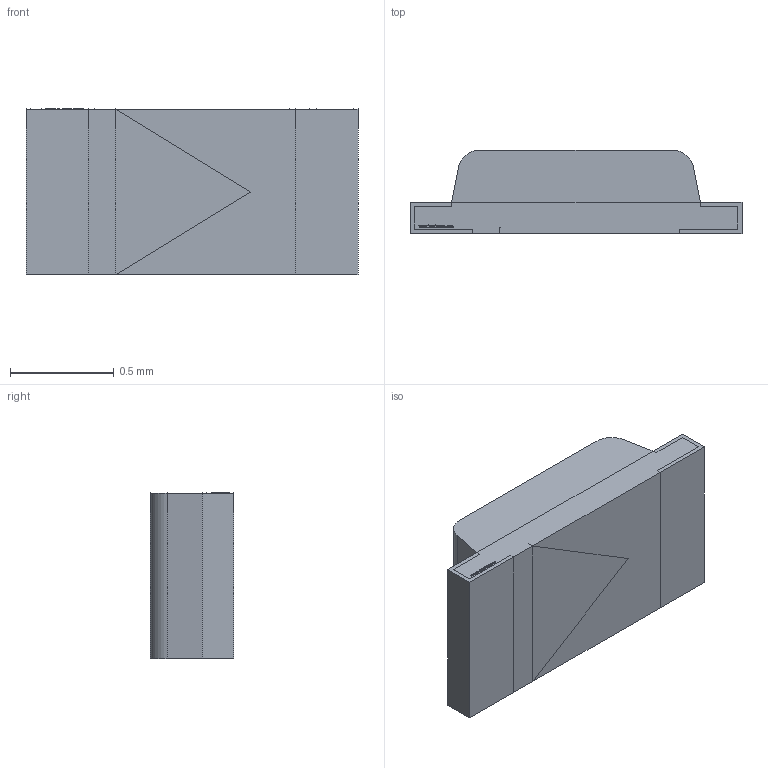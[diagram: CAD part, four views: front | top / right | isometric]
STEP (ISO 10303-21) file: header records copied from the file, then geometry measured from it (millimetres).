
FILE_DESCRIPTION (( 'STEP AP214' ), '1' );
FILE_NAME ('APHM1608.STEP', '2008-09-05T16:28:08', ( '' ), ( '' ), 'SwSTEP 2.0', 'SolidWorks 2008', '' );
FILE_SCHEMA (( 'AUTOMOTIVE_DESIGN' ));
Length unit declared in the file: millimetre
Products named in the file (1): APHM1608
Bounding box: 1.6 x 0.4 x 0.8 mm (x, y, z)
Volume: 0.4 mm3; surface area: 8.6 mm2
Topology: 5 solids, 5 shells, 330 faces, 876 edges, 584 vertices
Faces by surface type: plane 212, bspline 116, cylinder 2
Entity records: 19289 total; most frequent: CARTESIAN_POINT 8179, ORIENTED_EDGE 1752, DIRECTION 1078, EDGE_CURVE 876, VECTOR 640, LINE 640, VERTEX_POINT 584, EDGE_LOOP 358
